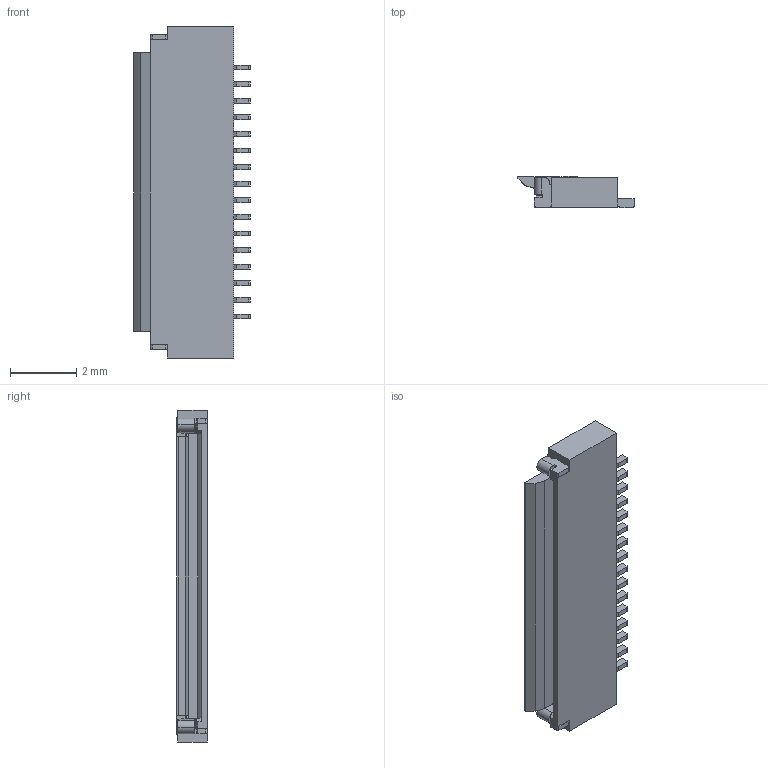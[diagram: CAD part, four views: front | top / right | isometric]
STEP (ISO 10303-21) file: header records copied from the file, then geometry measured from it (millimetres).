
FILE_DESCRIPTION(('OneSpaceDesigner STEP Export'),'2;1');
FILE_NAME('FH19SC-16S-0.5SH.stp','2007-03-19T 9:57:54',(''),(''),'OneSpace Designer STEP processor (Jan. 2003) for AP214(CD)(Solid Model)','OneSpace Designer 12.00 10-Sep-2003 (C) CoCreate Software GmbH','');
FILE_SCHEMA(('AUTOMOTIVE_DESIGN_CC2 {1 2 10303 214 -1 1 5 1}'));
Length unit declared in the file: millimetre
Products named in the file (2): FH19SC-16S-0.5SH_Èª
Assembly tree (1 placements, depth 2):
  FH19SC-16S-0.5SH_Èª
    FH19SC-16S-0.5SH_Èª
Bounding box: 3.5 x 0.93 x 10 mm (x, y, z)
Volume: 16.6 mm3; surface area: 132.4 mm2
Topology: 1 solids, 1 shells, 401 faces, 1187 edges, 788 vertices
Faces by surface type: plane 275, cylinder 126
Entity records: 13052 total; most frequent: ORIENTED_EDGE 2374, CARTESIAN_POINT 2290, DIRECTION 2099, EDGE_CURVE 1187, VECTOR 905, LINE 905, VERTEX_POINT 788, AXIS2_PLACEMENT_3D 597
